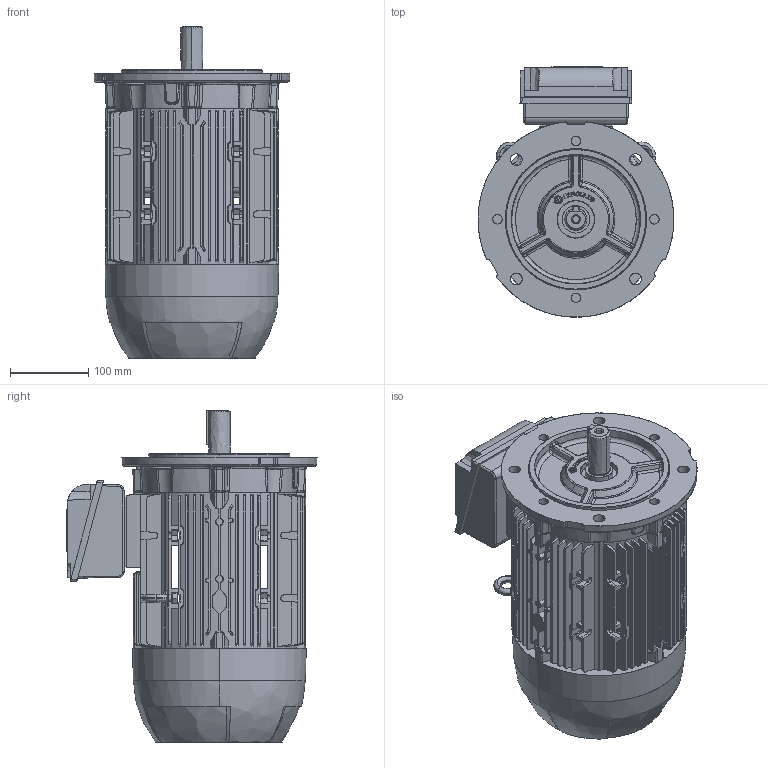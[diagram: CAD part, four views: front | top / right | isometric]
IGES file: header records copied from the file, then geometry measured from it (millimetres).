
Start section: SolidWorks IGES file using analytic representation for surfaces
Global section: file name: 112L_SP_FF_TOP.igs; native system: SolidWorks 2020; preprocessor: SolidWorks 2020; author: klemz; date: 220628.135525; units: millimetre
Bounding box: 249.65 x 319.61 x 423.2 mm (x, y, z)
Surface area: 710688.9 mm2 (no closed solid volume)
Topology: 0 solids, 0 shells, 1905 faces, 20390 edges, 20363 vertices
Faces by surface type: bspline 1271, revolution 634
